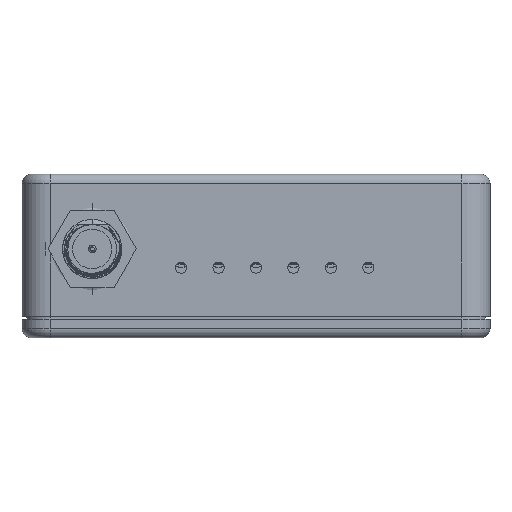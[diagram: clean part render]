
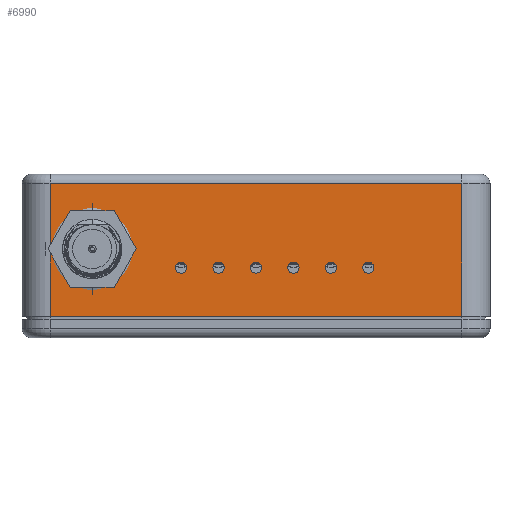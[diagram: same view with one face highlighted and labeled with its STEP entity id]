
A CAD part, front view. The second image highlights one B-rep face of the part: STEP entity #6990.
In plain terms, the highlighted planar face has unit normal (0, -1, 0).
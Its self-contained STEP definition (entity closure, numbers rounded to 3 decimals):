
#6990=ADVANCED_FACE('',(#8003,#8004,#8005,#8006,#8007,#8008,#8009,#8010),
#7775,.T.);
#7775=PLANE('',#23396);
#8003=FACE_BOUND('',#8908,.T.);
#8004=FACE_BOUND('',#8909,.T.);
#8005=FACE_BOUND('',#8910,.T.);
#8006=FACE_BOUND('',#8911,.T.);
#8007=FACE_BOUND('',#8912,.T.);
#8008=FACE_BOUND('',#8913,.T.);
#8009=FACE_BOUND('',#8914,.T.);
#8010=FACE_BOUND('',#8915,.T.);
#8908=EDGE_LOOP('',(#13506));
#8909=EDGE_LOOP('',(#13507));
#8910=EDGE_LOOP('',(#13508));
#8911=EDGE_LOOP('',(#13509));
#8912=EDGE_LOOP('',(#13510));
#8913=EDGE_LOOP('',(#13511));
#8914=EDGE_LOOP('',(#13512,#13513));
#8915=EDGE_LOOP('',(#13514,#13515,#13516,#13517));
#9535=CIRCLE('',#23389,0.6);
#9536=CIRCLE('',#23390,0.6);
#9537=CIRCLE('',#23391,0.6);
#9538=CIRCLE('',#23392,0.6);
#9539=CIRCLE('',#23393,0.6);
#9540=CIRCLE('',#23394,0.6);
#9541=CIRCLE('',#23395,3.35);
#13506=ORIENTED_EDGE('',*,*,#18130,.F.);
#13507=ORIENTED_EDGE('',*,*,#18131,.F.);
#13508=ORIENTED_EDGE('',*,*,#18132,.F.);
#13509=ORIENTED_EDGE('',*,*,#18133,.F.);
#13510=ORIENTED_EDGE('',*,*,#18134,.F.);
#13511=ORIENTED_EDGE('',*,*,#18135,.F.);
#13512=ORIENTED_EDGE('',*,*,#18136,.T.);
#13513=ORIENTED_EDGE('',*,*,#18137,.T.);
#13514=ORIENTED_EDGE('',*,*,#18138,.T.);
#13515=ORIENTED_EDGE('',*,*,#18139,.T.);
#13516=ORIENTED_EDGE('',*,*,#18140,.T.);
#13517=ORIENTED_EDGE('',*,*,#18141,.T.);
#15876=VERTEX_POINT('',#32618);
#15877=VERTEX_POINT('',#32620);
#15878=VERTEX_POINT('',#32622);
#15879=VERTEX_POINT('',#32624);
#15880=VERTEX_POINT('',#32626);
#15881=VERTEX_POINT('',#32628);
#15882=VERTEX_POINT('',#32630);
#15883=VERTEX_POINT('',#32631);
#15884=VERTEX_POINT('',#32634);
#15885=VERTEX_POINT('',#32635);
#15886=VERTEX_POINT('',#32637);
#15887=VERTEX_POINT('',#32639);
#18130=EDGE_CURVE('',#15876,#15876,#9535,.T.);
#18131=EDGE_CURVE('',#15877,#15877,#9536,.T.);
#18132=EDGE_CURVE('',#15878,#15878,#9537,.T.);
#18133=EDGE_CURVE('',#15879,#15879,#9538,.T.);
#18134=EDGE_CURVE('',#15880,#15880,#9539,.T.);
#18135=EDGE_CURVE('',#15881,#15881,#9540,.T.);
#18136=EDGE_CURVE('',#15882,#15883,#20234,.T.);
#18137=EDGE_CURVE('',#15883,#15882,#9541,.T.);
#18138=EDGE_CURVE('',#15884,#15885,#20235,.T.);
#18139=EDGE_CURVE('',#15885,#15886,#20236,.T.);
#18140=EDGE_CURVE('',#15886,#15887,#20237,.T.);
#18141=EDGE_CURVE('',#15887,#15884,#20238,.T.);
#20234=LINE('',#32629,#22044);
#20235=LINE('',#32633,#22045);
#20236=LINE('',#32636,#22046);
#20237=LINE('',#32638,#22047);
#20238=LINE('',#32640,#22048);
#22044=VECTOR('',#27533,1.);
#22045=VECTOR('',#27536,1.);
#22046=VECTOR('',#27537,1.);
#22047=VECTOR('',#27538,1.);
#22048=VECTOR('',#27539,1.);
#23389=AXIS2_PLACEMENT_3D('',#32617,#27521,#27522);
#23390=AXIS2_PLACEMENT_3D('',#32619,#27523,#27524);
#23391=AXIS2_PLACEMENT_3D('',#32621,#27525,#27526);
#23392=AXIS2_PLACEMENT_3D('',#32623,#27527,#27528);
#23393=AXIS2_PLACEMENT_3D('',#32625,#27529,#27530);
#23394=AXIS2_PLACEMENT_3D('',#32627,#27531,#27532);
#23395=AXIS2_PLACEMENT_3D('',#32632,#27534,#27535);
#23396=AXIS2_PLACEMENT_3D('',#32641,#27540,#27541);
#27521=DIRECTION('',(0.,-1.,0.));
#27522=DIRECTION('',(1.,0.,0.));
#27523=DIRECTION('',(0.,-1.,0.));
#27524=DIRECTION('',(1.,0.,0.));
#27525=DIRECTION('',(0.,-1.,0.));
#27526=DIRECTION('',(1.,0.,0.));
#27527=DIRECTION('',(0.,-1.,0.));
#27528=DIRECTION('',(1.,0.,0.));
#27529=DIRECTION('',(0.,-1.,0.));
#27530=DIRECTION('',(1.,0.,0.));
#27531=DIRECTION('',(0.,-1.,0.));
#27532=DIRECTION('',(1.,0.,0.));
#27533=DIRECTION('',(1.,0.,0.));
#27534=DIRECTION('',(0.,1.,0.));
#27535=DIRECTION('',(0.,0.,1.));
#27536=DIRECTION('',(0.,0.,-1.));
#27537=DIRECTION('',(1.,0.,0.));
#27538=DIRECTION('',(0.,0.,1.));
#27539=DIRECTION('',(-1.,0.,0.));
#27540=DIRECTION('',(0.,-1.,0.));
#27541=DIRECTION('',(1.,0.,0.));
#32617=CARTESIAN_POINT('',(-11.,-2.5,-0.5));
#32618=CARTESIAN_POINT('',(-10.4,-2.5,-0.5));
#32619=CARTESIAN_POINT('',(-23.,-2.5,-0.5));
#32620=CARTESIAN_POINT('',(-22.4,-2.5,-0.5));
#32621=CARTESIAN_POINT('',(-31.,-2.5,-0.5));
#32622=CARTESIAN_POINT('',(-30.4,-2.5,-0.5));
#32623=CARTESIAN_POINT('',(-27.,-2.5,-0.5));
#32624=CARTESIAN_POINT('',(-26.4,-2.5,-0.5));
#32625=CARTESIAN_POINT('',(-19.,-2.5,-0.5));
#32626=CARTESIAN_POINT('',(-18.4,-2.5,-0.5));
#32627=CARTESIAN_POINT('',(-15.,-2.5,-0.5));
#32628=CARTESIAN_POINT('',(-14.4,-2.5,-0.5));
#32629=CARTESIAN_POINT('',(-42.203,-2.5,4.35));
#32630=CARTESIAN_POINT('',(-42.261,-2.5,4.35));
#32631=CARTESIAN_POINT('',(-38.739,-2.5,4.35));
#32632=CARTESIAN_POINT('',(-40.5,-2.5,1.5));
#32633=CARTESIAN_POINT('',(-45.,-2.5,9.5));
#32634=CARTESIAN_POINT('',(-45.,-2.5,8.5));
#32635=CARTESIAN_POINT('',(-45.,-2.5,-5.7));
#32636=CARTESIAN_POINT('',(2.,-2.5,-5.7));
#32637=CARTESIAN_POINT('',(-1.,-2.5,-5.7));
#32638=CARTESIAN_POINT('',(-1.,-2.5,9.5));
#32639=CARTESIAN_POINT('',(-1.,-2.5,8.5));
#32640=CARTESIAN_POINT('',(-45.,-2.5,8.5));
#32641=CARTESIAN_POINT('',(2.,-2.5,9.5));
